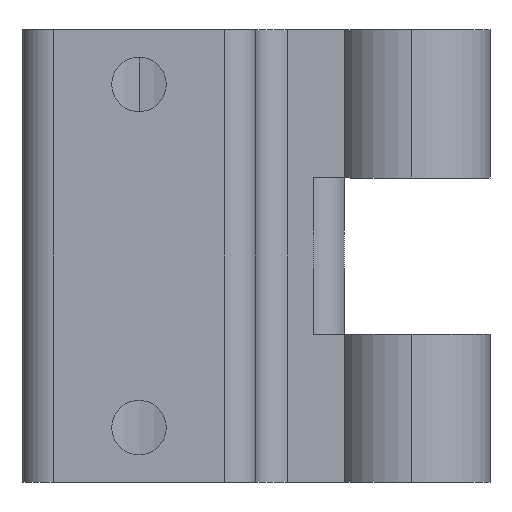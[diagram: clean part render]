
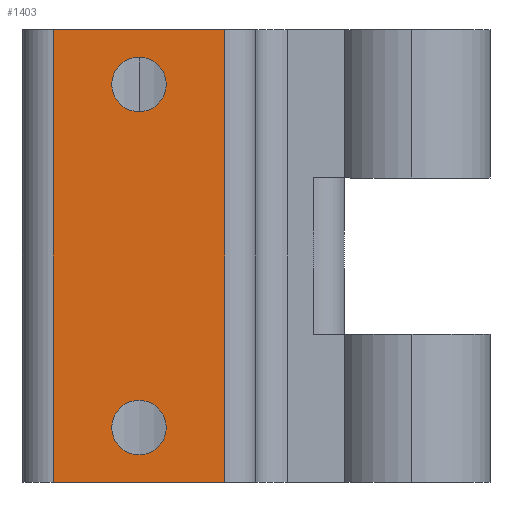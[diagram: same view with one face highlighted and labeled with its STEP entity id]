
A CAD part, left-side view. The second image highlights one B-rep face of the part: STEP entity #1403.
In plain terms, the highlighted planar face has unit normal (-1, 0, 0).
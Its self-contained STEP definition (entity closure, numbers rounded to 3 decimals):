
#4 = VERTEX_POINT ( 'NONE', #2578 ) ;
#43 = VERTEX_POINT ( 'NONE', #746 ) ;
#201 = ORIENTED_EDGE ( 'NONE', *, *, #2090, .F. ) ;
#209 = DIRECTION ( 'NONE',  ( 0., -1., 0. ) ) ;
#278 = DIRECTION ( 'NONE',  ( 0., 0., 1. ) ) ;
#280 = LINE ( 'NONE', #294, #909 ) ;
#294 = CARTESIAN_POINT ( 'NONE',  ( -10., 5., 25.5 ) ) ;
#306 = CARTESIAN_POINT ( 'NONE',  ( -10., -8., 54.5 ) ) ;
#316 = EDGE_CURVE ( 'NONE', #523, #2051, #326, .T. ) ;
#326 = LINE ( 'NONE', #1139, #1659 ) ;
#424 = ORIENTED_EDGE ( 'NONE', *, *, #1462, .F. ) ;
#468 = EDGE_LOOP ( 'NONE', ( #2540, #424 ) ) ;
#485 = CARTESIAN_POINT ( 'NONE',  ( -10., -8., 25.5 ) ) ;
#502 = VECTOR ( 'NONE', #1723, 1000. ) ;
#514 = DIRECTION ( 'NONE',  ( 1., 0., 0. ) ) ;
#523 = VERTEX_POINT ( 'NONE', #2230 ) ;
#573 = CIRCLE ( 'NONE', #2129, 1.75 ) ;
#663 = PLANE ( 'NONE',  #1163 ) ;
#684 = LINE ( 'NONE', #485, #1642 ) ;
#746 = CARTESIAN_POINT ( 'NONE',  ( -10., -4.25, 51. ) ) ;
#856 = ORIENTED_EDGE ( 'NONE', *, *, #2039, .T. ) ;
#862 = FACE_BOUND ( 'NONE', #1452, .T. ) ;
#909 = VECTOR ( 'NONE', #2502, 1000. ) ;
#1111 = FACE_BOUND ( 'NONE', #468, .T. ) ;
#1133 = DIRECTION ( 'NONE',  ( -1., 0., 0. ) ) ;
#1139 = CARTESIAN_POINT ( 'NONE',  ( -10., 3., 25.5 ) ) ;
#1162 = CARTESIAN_POINT ( 'NONE',  ( -10., 5., 54.5 ) ) ;
#1163 = AXIS2_PLACEMENT_3D ( 'NONE', #2318, #514, #1267 ) ;
#1208 = AXIS2_PLACEMENT_3D ( 'NONE', #2280, #2125, #1862 ) ;
#1209 = CARTESIAN_POINT ( 'NONE',  ( -10., -4.25, 29. ) ) ;
#1214 = DIRECTION ( 'NONE',  ( -1., 0., 0. ) ) ;
#1247 = EDGE_LOOP ( 'NONE', ( #1561, #2368, #856, #2066 ) ) ;
#1255 = DIRECTION ( 'NONE',  ( -1., 0., 0. ) ) ;
#1267 = DIRECTION ( 'NONE',  ( 0., 1., 0. ) ) ;
#1300 = EDGE_CURVE ( 'NONE', #2382, #1724, #573, .T. ) ;
#1351 = AXIS2_PLACEMENT_3D ( 'NONE', #1556, #1133, #2136 ) ;
#1368 = EDGE_CURVE ( 'NONE', #43, #1925, #1540, .T. ) ;
#1403 = ADVANCED_FACE ( 'NONE', ( #862, #1111, #1491 ), #663, .F. ) ;
#1452 = EDGE_LOOP ( 'NONE', ( #1495, #201 ) ) ;
#1462 = EDGE_CURVE ( 'NONE', #1925, #43, #2338, .T. ) ;
#1466 = CARTESIAN_POINT ( 'NONE',  ( -10., -0.75, 51. ) ) ;
#1491 = FACE_OUTER_BOUND ( 'NONE', #1247, .T. ) ;
#1495 = ORIENTED_EDGE ( 'NONE', *, *, #1300, .F. ) ;
#1506 = EDGE_CURVE ( 'NONE', #4, #2051, #280, .T. ) ;
#1540 = CIRCLE ( 'NONE', #2253, 1.75 ) ;
#1556 = CARTESIAN_POINT ( 'NONE',  ( -10., -2.5, 29. ) ) ;
#1561 = ORIENTED_EDGE ( 'NONE', *, *, #1506, .F. ) ;
#1640 = CARTESIAN_POINT ( 'NONE',  ( -10., -2.5, 29. ) ) ;
#1642 = VECTOR ( 'NONE', #278, 1000. ) ;
#1659 = VECTOR ( 'NONE', #1745, 1000. ) ;
#1723 = DIRECTION ( 'NONE',  ( 0., 1., 0. ) ) ;
#1724 = VERTEX_POINT ( 'NONE', #1823 ) ;
#1745 = DIRECTION ( 'NONE',  ( 0., 0., -1. ) ) ;
#1823 = CARTESIAN_POINT ( 'NONE',  ( -10., -0.75, 29. ) ) ;
#1862 = DIRECTION ( 'NONE',  ( 0., 1., 0. ) ) ;
#1882 = EDGE_CURVE ( 'NONE', #4, #2077, #684, .T. ) ;
#1925 = VERTEX_POINT ( 'NONE', #1466 ) ;
#2039 = EDGE_CURVE ( 'NONE', #2077, #523, #2120, .T. ) ;
#2051 = VERTEX_POINT ( 'NONE', #2527 ) ;
#2066 = ORIENTED_EDGE ( 'NONE', *, *, #316, .T. ) ;
#2077 = VERTEX_POINT ( 'NONE', #306 ) ;
#2090 = EDGE_CURVE ( 'NONE', #1724, #2382, #2233, .T. ) ;
#2120 = LINE ( 'NONE', #1162, #502 ) ;
#2125 = DIRECTION ( 'NONE',  ( -1., 0., 0. ) ) ;
#2129 = AXIS2_PLACEMENT_3D ( 'NONE', #1640, #1214, #209 ) ;
#2136 = DIRECTION ( 'NONE',  ( 0., -1., 0. ) ) ;
#2212 = CARTESIAN_POINT ( 'NONE',  ( -10., -2.5, 51. ) ) ;
#2230 = CARTESIAN_POINT ( 'NONE',  ( -10., 3., 54.5 ) ) ;
#2233 = CIRCLE ( 'NONE', #1351, 1.75 ) ;
#2253 = AXIS2_PLACEMENT_3D ( 'NONE', #2212, #1255, #2609 ) ;
#2280 = CARTESIAN_POINT ( 'NONE',  ( -10., -2.5, 51. ) ) ;
#2318 = CARTESIAN_POINT ( 'NONE',  ( -10., 5., 25.5 ) ) ;
#2338 = CIRCLE ( 'NONE', #1208, 1.75 ) ;
#2368 = ORIENTED_EDGE ( 'NONE', *, *, #1882, .T. ) ;
#2382 = VERTEX_POINT ( 'NONE', #1209 ) ;
#2502 = DIRECTION ( 'NONE',  ( 0., 1., 0. ) ) ;
#2527 = CARTESIAN_POINT ( 'NONE',  ( -10., 3., 25.5 ) ) ;
#2540 = ORIENTED_EDGE ( 'NONE', *, *, #1368, .F. ) ;
#2578 = CARTESIAN_POINT ( 'NONE',  ( -10., -8., 25.5 ) ) ;
#2609 = DIRECTION ( 'NONE',  ( 0., 1., 0. ) ) ;
